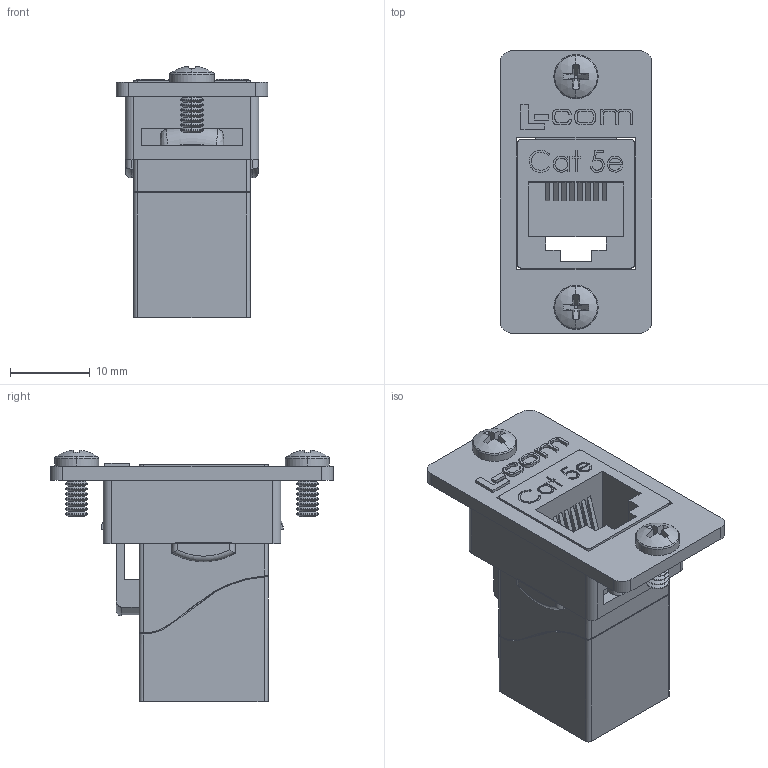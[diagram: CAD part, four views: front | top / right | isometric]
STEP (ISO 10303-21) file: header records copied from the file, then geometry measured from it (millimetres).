
FILE_DESCRIPTION (( 'STEP AP203' ), '1' );
FILE_NAME ('ECF504-C5.STEP', '2013-07-12T19:55:54', ( 'x' ), ( '' ), 'SwSTEP 2.0', 'SolidWorks 2012', '' );
FILE_SCHEMA (( 'CONFIG_CONTROL_DESIGN' ));
Length unit declared in the file: inch
Products named in the file (4): 91772A106_default; TDG1026KC5 DC_no label; ECF-SK_with Global Connectivity logo; ECF504-C5
Assembly tree (4 placements, depth 2):
  ECF504-C5
    ECF-SK_with Global Connectivity logo
    TDG1026KC5 DC_no label
    91772A106_default  x2
Bounding box: 19.05 x 35.56 x 31.62 mm (x, y, z)
Volume: 6654.7 mm3; surface area: 6556.2 mm2
Topology: 4 solids, 4 shells, 560 faces, 1511 edges, 986 vertices
Faces by surface type: plane 300, bspline 104, cone 76, cylinder 68, torus 8, sphere 4
Entity records: 19774 total; most frequent: CARTESIAN_POINT 7675, ORIENTED_EDGE 2622, DIRECTION 2030, EDGE_CURVE 1311, LINE 900, VECTOR 900, VERTEX_POINT 862, AXIS2_PLACEMENT_3D 565
